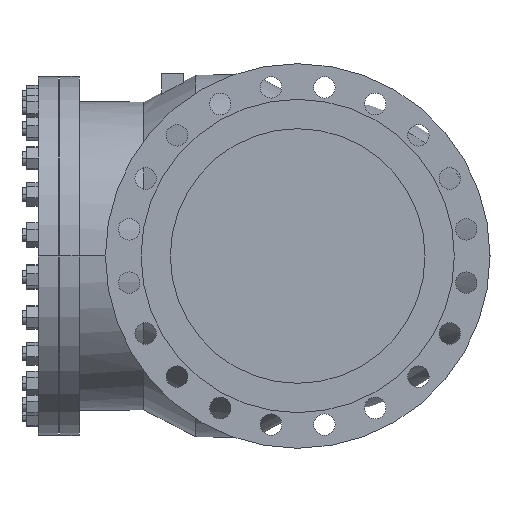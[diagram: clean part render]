
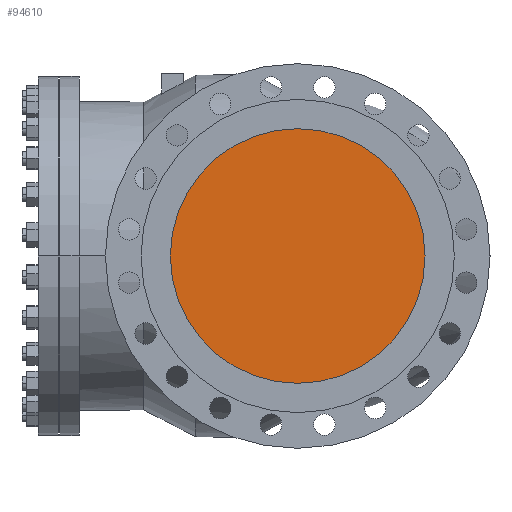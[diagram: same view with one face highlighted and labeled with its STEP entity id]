
A CAD part, left-side view. The second image highlights one B-rep face of the part: STEP entity #94610.
In plain terms, the highlighted planar face has unit normal (-1, 0, 0).
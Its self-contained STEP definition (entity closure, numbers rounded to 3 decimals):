
#23880=CARTESIAN_POINT('',(1.,250.,0.));
#23890=VERTEX_POINT('',#23880);
#23920=CARTESIAN_POINT('',(1.,0.,0.));
#23930=DIRECTION('',(-1.,0.,0.));
#23940=DIRECTION('',(0.,1.,0.));
#23950=AXIS2_PLACEMENT_3D('',#23920,#23930,#23940);
#23960=CIRCLE('',#23950,250.);
#23970=CARTESIAN_POINT('',(1.,-250.,0.));
#23980=VERTEX_POINT('',#23970);
#23990=EDGE_CURVE('',#23890,#23980,#23960,.T.);
#94510=CARTESIAN_POINT('',(1.,125.,0.));
#94520=DIRECTION('',(1.,0.,0.));
#94530=DIRECTION('',(0.,-1.,0.));
#94540=AXIS2_PLACEMENT_3D('',#94510,#94520,#94530);
#94550=PLANE('',#94540);
#94560=ORIENTED_EDGE('',*,*,#23990,.T.);
#94570=EDGE_CURVE('',#23980,#23890,#23960,.T.);
#94580=ORIENTED_EDGE('',*,*,#94570,.T.);
#94590=EDGE_LOOP('',(#94580,#94560));
#94600=FACE_OUTER_BOUND('',#94590,.T.);
#94610=ADVANCED_FACE('',(#94600),#94550,.F.);
